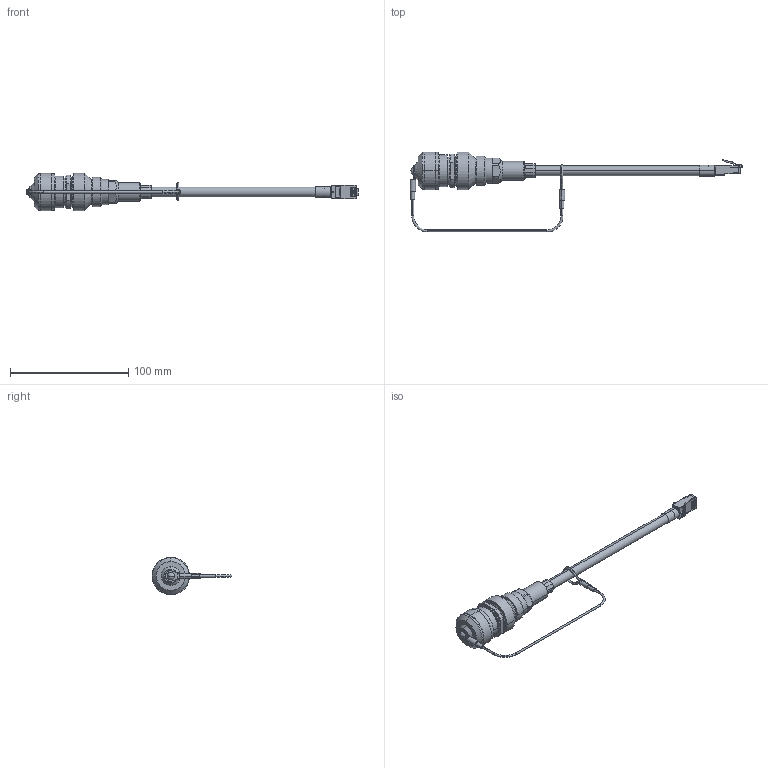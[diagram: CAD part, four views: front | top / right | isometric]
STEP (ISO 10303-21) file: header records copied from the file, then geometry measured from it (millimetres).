
FILE_DESCRIPTION (( 'STEP AP214' ), '1' );
FILE_NAME ('TRG695RG5_3D.STEP', '2021-03-19T14:48:17', ( '' ), ( '' ), 'SwSTEP 2.0', 'SolidWorks 2020', '' );
FILE_SCHEMA (( 'AUTOMOTIVE_DESIGN' ));
Length unit declared in the file: inch
Products named in the file (16): ECSP5201UB0-MA2; ECSP5201UB0-MA4; 1AD02-018-MA2_crimped strain relief; 1AW01-002_.355" ID; ECSP5201UB0-MA5; 1AL04-143; ECSP5201UB0-MA7; ECSP5209UB0_NO LANYARD; 1AD02-018; ECRU5211U00_NO LANYARD; 3AB10-041; ECSP5201UB0-MA1; 1AD02-018-MA1; ECSP5201UB0-MA6; TRG695RG5_3D; 3AB10-036-MA4
Assembly tree (15 placements, depth 4):
  TRG695RG5_3D
    1AL04-143
    ECSP5209UB0_NO LANYARD
      ECSP5201UB0-MA1
      ECSP5201UB0-MA2
      ECSP5201UB0-MA4
      ECSP5201UB0-MA5
      ECSP5201UB0-MA6
      ECSP5201UB0-MA7
      ECRU5211U00_NO LANYARD
        3AB10-041
    3AB10-036-MA4
    1AD02-018
      1AD02-018-MA2_crimped strain relief
      1AD02-018-MA1
    1AW01-002_.355" ID
Bounding box: 280.78 x 67.63 x 31.75 mm (x, y, z)
Volume: 43710.9 mm3; surface area: 34335.3 mm2
Topology: 15 solids, 15 shells, 715 faces, 1743 edges, 1082 vertices
Faces by surface type: plane 327, cylinder 218, cone 138, torus 22, bspline 8, sphere 2
Entity records: 25341 total; most frequent: CARTESIAN_POINT 4618, DIRECTION 3715, ORIENTED_EDGE 3474, EDGE_CURVE 1737, AXIS2_PLACEMENT_3D 1315, VECTOR 1085, LINE 1085, VERTEX_POINT 1082
